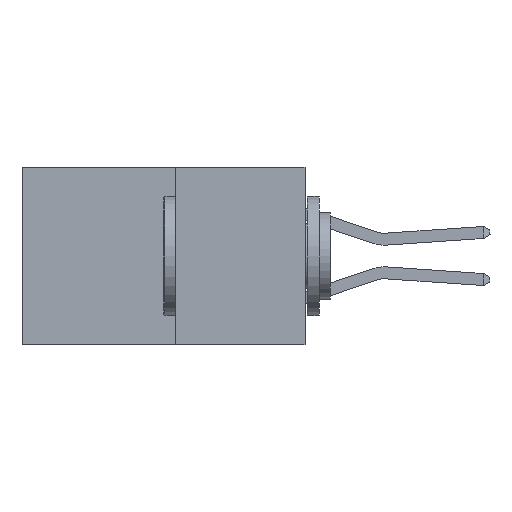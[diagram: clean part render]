
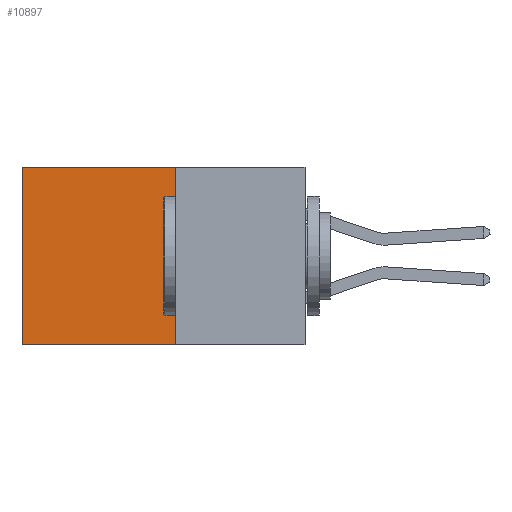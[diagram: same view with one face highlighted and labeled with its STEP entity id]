
A CAD part, left-side view. The second image highlights one B-rep face of the part: STEP entity #10897.
In plain terms, the highlighted planar face has unit normal (-1, 0, 0).
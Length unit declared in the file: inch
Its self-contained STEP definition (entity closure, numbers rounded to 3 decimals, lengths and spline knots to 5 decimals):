
#141 = VERTEX_POINT ( 'NONE', #2224 ) ;
#304 = EDGE_LOOP ( 'NONE', ( #7686, #8102, #8875, #2948 ) ) ;
#1933 = VECTOR ( 'NONE', #2312, 39.37008 ) ;
#2224 = CARTESIAN_POINT ( 'NONE',  ( 0.277, 0.27, 0. ) ) ;
#2312 = DIRECTION ( 'NONE',  ( 0., 0., -1. ) ) ;
#2719 = VERTEX_POINT ( 'NONE', #9652 ) ;
#2755 = CARTESIAN_POINT ( 'NONE',  ( 0.277, 0.59, -0.37 ) ) ;
#2782 = CARTESIAN_POINT ( 'NONE',  ( 0.277, 0.27, -0.37 ) ) ;
#2948 = ORIENTED_EDGE ( 'NONE', *, *, #5091, .T. ) ;
#4205 = EDGE_CURVE ( 'NONE', #141, #10507, #11601, .T. ) ;
#4944 = CARTESIAN_POINT ( 'NONE',  ( 0.277, 0.27, -0.37 ) ) ;
#5091 = EDGE_CURVE ( 'NONE', #141, #2719, #8580, .T. ) ;
#5261 = EDGE_CURVE ( 'NONE', #10507, #13884, #13025, .T. ) ;
#6225 = DIRECTION ( 'NONE',  ( 0., 0., -1. ) ) ;
#6564 = DIRECTION ( 'NONE',  ( 0., 0., -1. ) ) ;
#6593 = VECTOR ( 'NONE', #8915, 39.37008 ) ;
#7686 = ORIENTED_EDGE ( 'NONE', *, *, #13172, .T. ) ;
#8102 = ORIENTED_EDGE ( 'NONE', *, *, #5261, .F. ) ;
#8580 = LINE ( 'NONE', #14471, #15031 ) ;
#8875 = ORIENTED_EDGE ( 'NONE', *, *, #4205, .F. ) ;
#8915 = DIRECTION ( 'NONE',  ( 0., 1., 0. ) ) ;
#9105 = CARTESIAN_POINT ( 'NONE',  ( 0.277, 0.27, -0.37 ) ) ;
#9652 = CARTESIAN_POINT ( 'NONE',  ( 0.277, 0.59, 0. ) ) ;
#9944 = PLANE ( 'NONE',  #11363 ) ;
#10201 = VECTOR ( 'NONE', #6564, 39.37008 ) ;
#10507 = VERTEX_POINT ( 'NONE', #15597 ) ;
#10603 = LINE ( 'NONE', #2755, #10201 ) ;
#10897 = ADVANCED_FACE ( 'NONE', ( #12585 ), #9944, .F. ) ;
#11363 = AXIS2_PLACEMENT_3D ( 'NONE', #4944, #13924, #6225 ) ;
#11601 = LINE ( 'NONE', #2782, #1933 ) ;
#12585 = FACE_OUTER_BOUND ( 'NONE', #304, .T. ) ;
#13025 = LINE ( 'NONE', #9105, #6593 ) ;
#13172 = EDGE_CURVE ( 'NONE', #2719, #13884, #10603, .T. ) ;
#13884 = VERTEX_POINT ( 'NONE', #15906 ) ;
#13924 = DIRECTION ( 'NONE',  ( 1., 0., 0. ) ) ;
#14251 = DIRECTION ( 'NONE',  ( 0., 1., 0. ) ) ;
#14471 = CARTESIAN_POINT ( 'NONE',  ( 0.277, 0.27, 0. ) ) ;
#15031 = VECTOR ( 'NONE', #14251, 39.37008 ) ;
#15597 = CARTESIAN_POINT ( 'NONE',  ( 0.277, 0.27, -0.37 ) ) ;
#15906 = CARTESIAN_POINT ( 'NONE',  ( 0.277, 0.59, -0.37 ) ) ;
